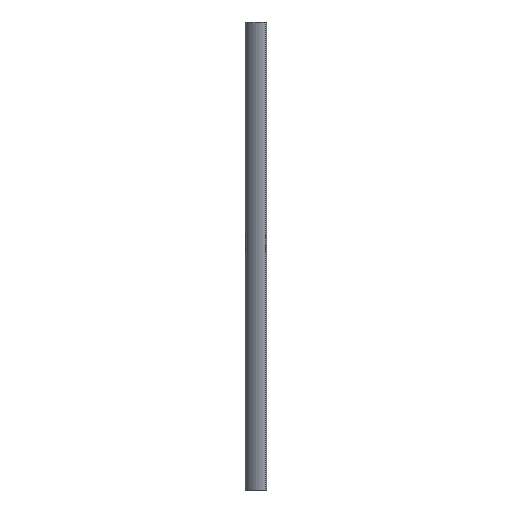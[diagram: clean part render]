
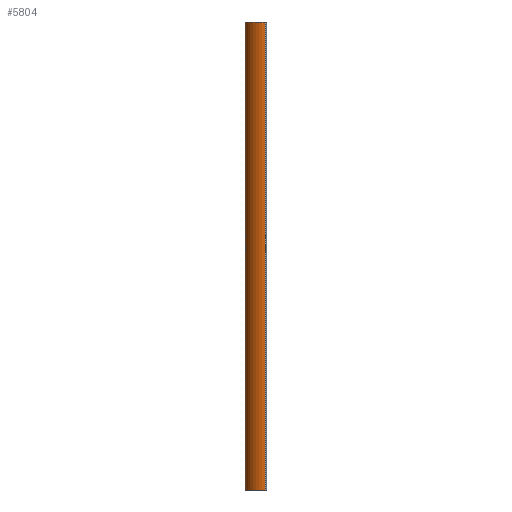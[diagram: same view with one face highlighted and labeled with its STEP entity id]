
A CAD part, left-side view. The second image highlights one B-rep face of the part: STEP entity #5804.
In plain terms, the highlighted cylindrical face has radius 45 mm (diameter 90 mm), a partial arc.
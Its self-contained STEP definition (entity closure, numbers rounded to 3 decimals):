
#86 = LINE ( 'NONE', #2758, #3652 ) ;
#143 = EDGE_LOOP ( 'NONE', ( #3560, #3762, #4370, #2711 ) ) ;
#240 = LINE ( 'NONE', #2329, #5763 ) ;
#346 = VERTEX_POINT ( 'NONE', #2034 ) ;
#369 = CYLINDRICAL_SURFACE ( 'NONE', #701, 45. ) ;
#701 = AXIS2_PLACEMENT_3D ( 'NONE', #4607, #4125, #2006 ) ;
#721 = CARTESIAN_POINT ( 'NONE',  ( -22.422, -19.853, 0. ) ) ;
#891 = VERTEX_POINT ( 'NONE', #721 ) ;
#1010 = CARTESIAN_POINT ( 'NONE',  ( -22.422, -19.853, 1000. ) ) ;
#1436 = EDGE_CURVE ( 'NONE', #891, #5222, #1656, .T. ) ;
#1656 = CIRCLE ( 'NONE', #3728, 45. ) ;
#1875 = CARTESIAN_POINT ( 'NONE',  ( 22.5, -22.5, 0. ) ) ;
#2006 = DIRECTION ( 'NONE',  ( -1., 0., 0. ) ) ;
#2034 = CARTESIAN_POINT ( 'NONE',  ( 19.853, 22.422, 1000. ) ) ;
#2329 = CARTESIAN_POINT ( 'NONE',  ( -22.422, -19.853, 1000. ) ) ;
#2653 = CARTESIAN_POINT ( 'NONE',  ( 22.5, -22.5, 1000. ) ) ;
#2711 = ORIENTED_EDGE ( 'NONE', *, *, #5973, .T. ) ;
#2758 = CARTESIAN_POINT ( 'NONE',  ( 19.853, 22.422, 1000. ) ) ;
#2901 = CIRCLE ( 'NONE', #6718, 45. ) ;
#2904 = DIRECTION ( 'NONE',  ( 1., 0., 0. ) ) ;
#3249 = VERTEX_POINT ( 'NONE', #1010 ) ;
#3560 = ORIENTED_EDGE ( 'NONE', *, *, #1436, .F. ) ;
#3646 = FACE_OUTER_BOUND ( 'NONE', #143, .T. ) ;
#3652 = VECTOR ( 'NONE', #5834, 1000. ) ;
#3728 = AXIS2_PLACEMENT_3D ( 'NONE', #1875, #3887, #2904 ) ;
#3762 = ORIENTED_EDGE ( 'NONE', *, *, #4104, .F. ) ;
#3887 = DIRECTION ( 'NONE',  ( 0., 0., -1. ) ) ;
#4104 = EDGE_CURVE ( 'NONE', #3249, #891, #240, .T. ) ;
#4125 = DIRECTION ( 'NONE',  ( 0., 0., -1. ) ) ;
#4261 = DIRECTION ( 'NONE',  ( 1., 0., 0. ) ) ;
#4370 = ORIENTED_EDGE ( 'NONE', *, *, #5964, .T. ) ;
#4406 = DIRECTION ( 'NONE',  ( 0., 0., -1. ) ) ;
#4607 = CARTESIAN_POINT ( 'NONE',  ( 22.5, -22.5, 1000. ) ) ;
#4767 = DIRECTION ( 'NONE',  ( 0., 0., -1. ) ) ;
#5222 = VERTEX_POINT ( 'NONE', #6509 ) ;
#5763 = VECTOR ( 'NONE', #4406, 1000. ) ;
#5804 = ADVANCED_FACE ( 'NONE', ( #3646 ), #369, .T. ) ;
#5834 = DIRECTION ( 'NONE',  ( 0., 0., -1. ) ) ;
#5964 = EDGE_CURVE ( 'NONE', #3249, #346, #2901, .T. ) ;
#5973 = EDGE_CURVE ( 'NONE', #346, #5222, #86, .T. ) ;
#6509 = CARTESIAN_POINT ( 'NONE',  ( 19.853, 22.422, 0. ) ) ;
#6718 = AXIS2_PLACEMENT_3D ( 'NONE', #2653, #4767, #4261 ) ;
